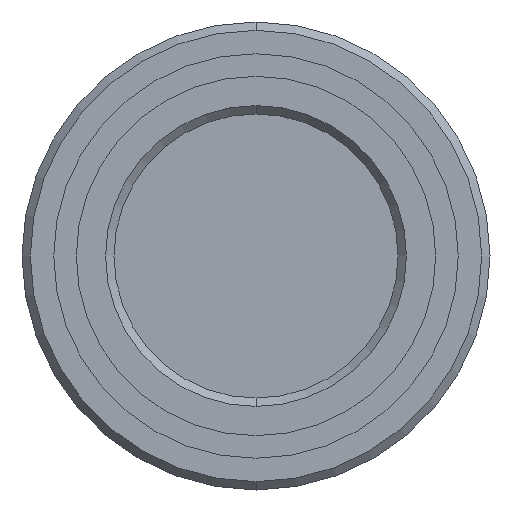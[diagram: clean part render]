
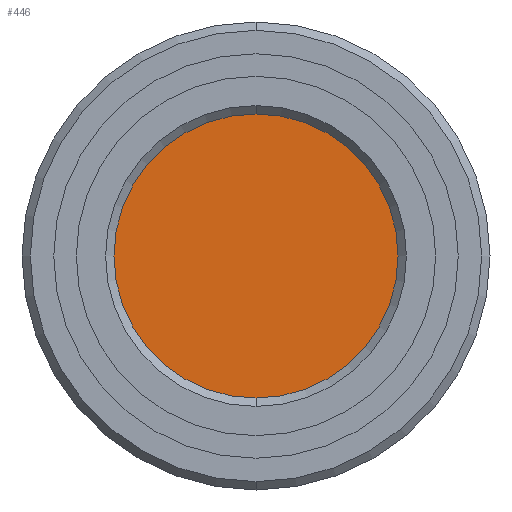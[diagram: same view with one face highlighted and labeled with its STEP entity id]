
A CAD part, front view. The second image highlights one B-rep face of the part: STEP entity #446.
In plain terms, the highlighted planar face has unit normal (0, -1, 0).
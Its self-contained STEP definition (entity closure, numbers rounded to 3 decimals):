
#1 = CARTESIAN_POINT ( 'NONE',  ( 0., 17.7, -8.5 ) ) ;
#14 = EDGE_LOOP ( 'NONE', ( #161, #1363 ) ) ;
#101 = AXIS2_PLACEMENT_3D ( 'NONE', #255, #1133, #699 ) ;
#161 = ORIENTED_EDGE ( 'NONE', *, *, #1084, .F. ) ;
#255 = CARTESIAN_POINT ( 'NONE',  ( 8.5, 17.7, 0. ) ) ;
#346 = DIRECTION ( 'NONE',  ( 0., 0., 1. ) ) ;
#425 = CARTESIAN_POINT ( 'NONE',  ( 0., 17.7, 0. ) ) ;
#446 = ADVANCED_FACE ( 'NONE', ( #1216 ), #717, .T. ) ;
#539 = DIRECTION ( 'NONE',  ( 0., 1., 0. ) ) ;
#634 = DIRECTION ( 'NONE',  ( 0., 1., 0. ) ) ;
#650 = AXIS2_PLACEMENT_3D ( 'NONE', #425, #539, #999 ) ;
#677 = EDGE_CURVE ( 'NONE', #1265, #1221, #811, .T. ) ;
#699 = DIRECTION ( 'NONE',  ( 0., 0., -1. ) ) ;
#717 = PLANE ( 'NONE',  #101 ) ;
#811 = CIRCLE ( 'NONE', #958, 8.5 ) ;
#838 = CARTESIAN_POINT ( 'NONE',  ( 0., 17.7, 8.5 ) ) ;
#854 = CIRCLE ( 'NONE', #650, 8.5 ) ;
#958 = AXIS2_PLACEMENT_3D ( 'NONE', #1089, #634, #346 ) ;
#999 = DIRECTION ( 'NONE',  ( 0., 0., 1. ) ) ;
#1084 = EDGE_CURVE ( 'NONE', #1221, #1265, #854, .T. ) ;
#1089 = CARTESIAN_POINT ( 'NONE',  ( 0., 17.7, 0. ) ) ;
#1133 = DIRECTION ( 'NONE',  ( 0., -1., 0. ) ) ;
#1216 = FACE_OUTER_BOUND ( 'NONE', #14, .T. ) ;
#1221 = VERTEX_POINT ( 'NONE', #838 ) ;
#1265 = VERTEX_POINT ( 'NONE', #1 ) ;
#1363 = ORIENTED_EDGE ( 'NONE', *, *, #677, .F. ) ;
